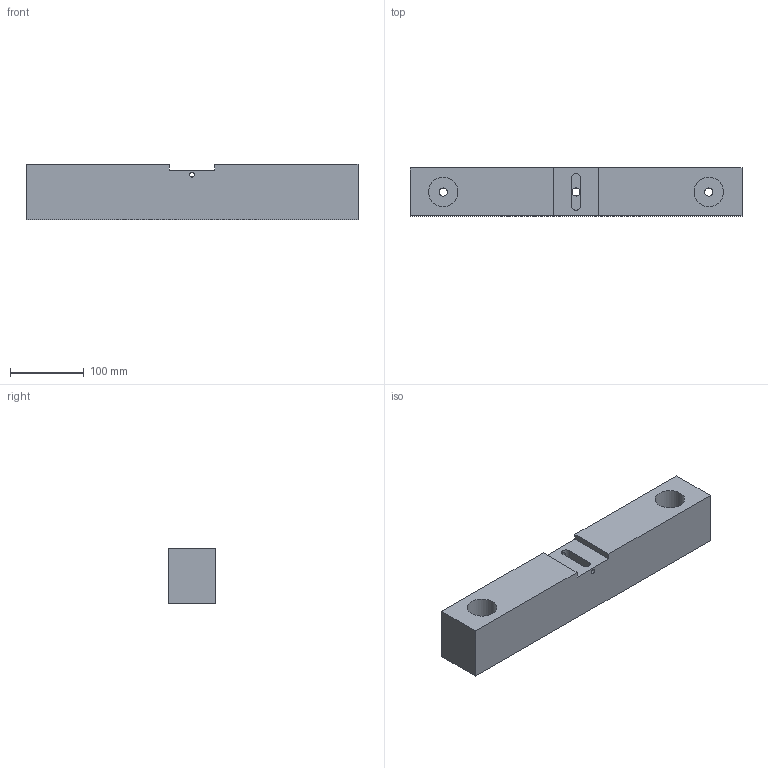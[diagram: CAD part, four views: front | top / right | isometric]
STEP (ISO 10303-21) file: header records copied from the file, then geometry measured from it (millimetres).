
FILE_DESCRIPTION(/* description */ ('EMBASE 75X75 LG400 EA400'),/* implementation_level */ '2;1');
FILE_NAME(/* name */ 'F001.stp',/* time_stamp */ '2024-02-08T13:53:29+01:00',/* author */ ('vvernier'),/* organization */ (''),/* preprocessor_version */ 'ST-DEVELOPER v18.1',/* originating_system */ 'Autodesk Inventor 2022',/* authorisation */ '');
FILE_SCHEMA (('AUTOMOTIVE_DESIGN { 1 0 10303 214 3 1 1 }'));
Length unit declared in the file: millimetre
Products named in the file (1): F001
Bounding box: 450 x 65 x 75 mm (x, y, z)
Volume: 2006045.4 mm3; surface area: 156194.1 mm2
Topology: 1 solids, 1 shells, 34 faces, 78 edges, 52 vertices
Faces by surface type: plane 18, cylinder 14, cone 2
Full cylindrical faces by diameter (mm): 6.647 x2, 10.106 x2, 11 x3, 18 x3, 40 x2
Entity records: 1095 total; most frequent: CARTESIAN_POINT 231, DIRECTION 168, ORIENTED_EDGE 152, EDGE_CURVE 76, AXIS2_PLACEMENT_3D 61, EDGE_LOOP 52, VERTEX_POINT 52, LINE 46
